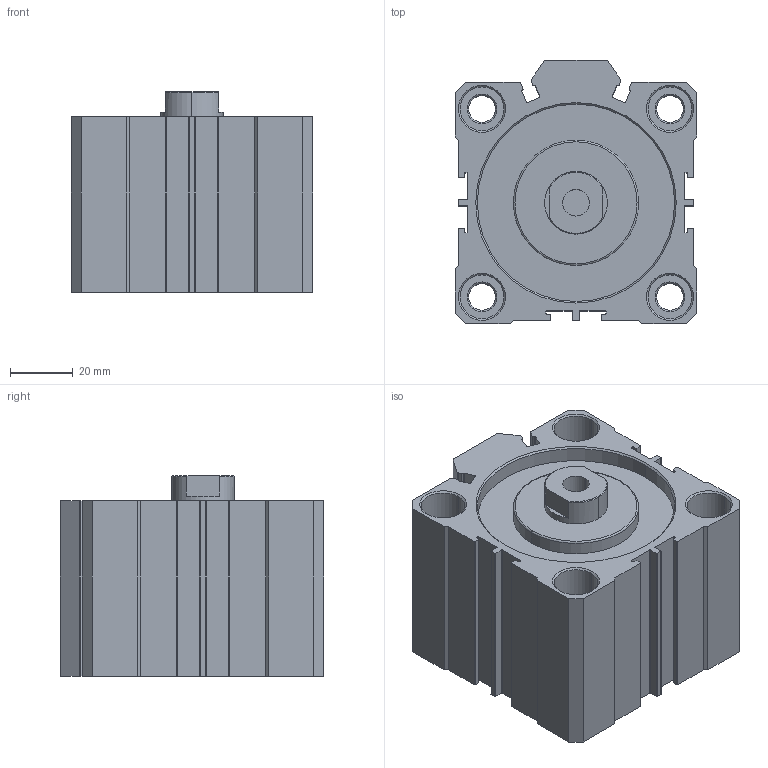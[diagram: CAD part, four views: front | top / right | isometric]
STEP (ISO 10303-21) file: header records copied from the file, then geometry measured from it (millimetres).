
FILE_DESCRIPTION (( 'STEP AP203' ), '1' );
FILE_NAME ('H63M010MD-M.step', '2015-12-02T21:16:01', ( '' ), ( '' ), 'SwSTEP 2.0', 'SolidWorks 2015', '' );
FILE_SCHEMA (( 'CONFIG_CONTROL_DESIGN' ));
Length unit declared in the file: millimetre
Products named in the file (3): H63M010MD-M-BODY; H63M010MD-M-PISTON; H63M010MD-M
Assembly tree (2 placements, depth 2):
  H63M010MD-M
    H63M010MD-M-BODY
    H63M010MD-M-PISTON
Bounding box: 77 x 84 x 64 mm (x, y, z)
Volume: 253770.9 mm3; surface area: 69658.1 mm2
Topology: 2 solids, 2 shells, 255 faces, 643 edges, 413 vertices
Faces by surface type: cylinder 103, plane 99, cone 51, torus 2
Entity records: 8015 total; most frequent: DIRECTION 1428, CARTESIAN_POINT 1328, ORIENTED_EDGE 1286, EDGE_CURVE 643, AXIS2_PLACEMENT_3D 529, VERTEX_POINT 413, LINE 370, VECTOR 370
